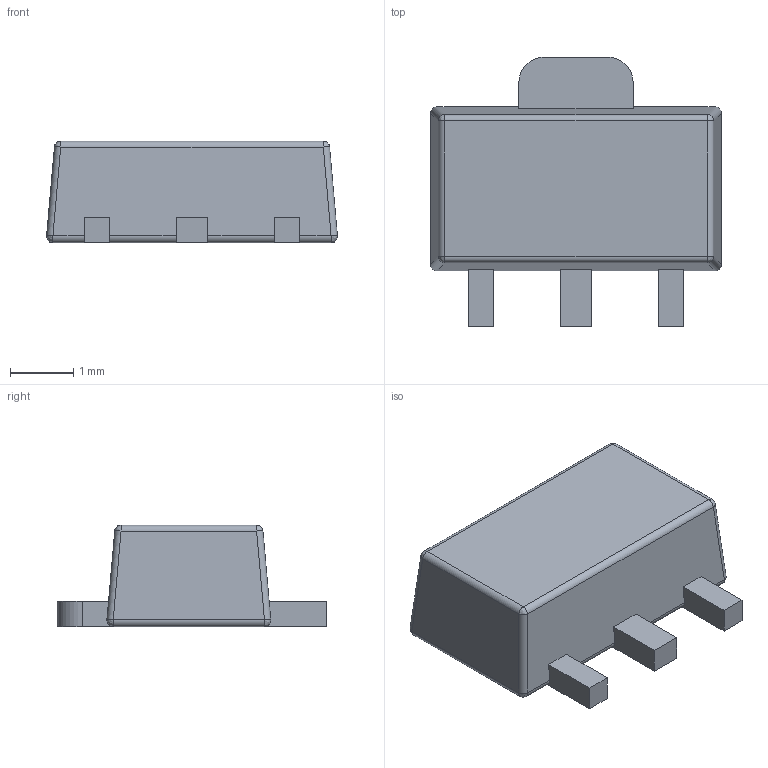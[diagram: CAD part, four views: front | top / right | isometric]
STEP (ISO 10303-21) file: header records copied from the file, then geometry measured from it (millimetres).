
FILE_DESCRIPTION(('STEP AP214'), '1');
FILE_NAME('TO-243AA', '', ('UNSPECIFIED'), ('UNSPECIFIED'), 'ASCON STEP Converter 1.3', 'ASCON Math Kernel', '');
FILE_SCHEMA(('AUTOMOTIVE_DESIGN { 1 0 10303 214 3 1 1}'));
Length unit declared in the file: millimetre
Bounding box: 4.58 x 4.25 x 1.6 mm (x, y, z)
Volume: 18.5 mm3; surface area: 64.1 mm2
Topology: 4 solids, 4 shells, 70 faces, 188 edges, 121 vertices
Faces by surface type: plane 44, cylinder 18, bspline 8
Entity records: 2829 total; most frequent: CARTESIAN_POINT 511, DIRECTION 342, ORIENTED_EDGE 324, EDGE_CURVE 162, LINE 144, VECTOR 144, VERTEX_POINT 100, AXIS2_PLACEMENT_3D 99
